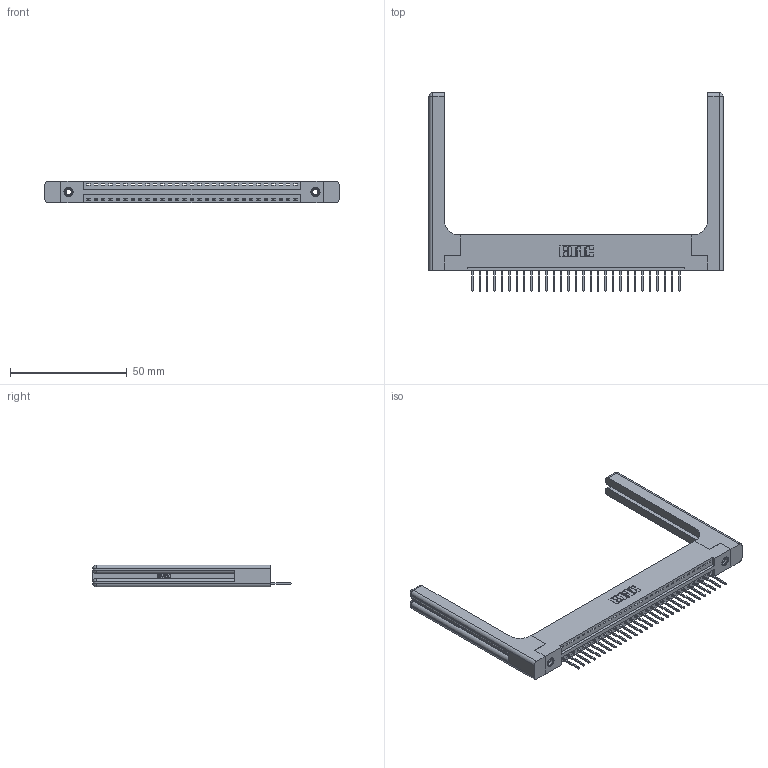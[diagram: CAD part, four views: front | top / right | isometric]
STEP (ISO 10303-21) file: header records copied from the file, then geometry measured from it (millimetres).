
FILE_DESCRIPTION (( 'STEP AP203' ), '1' );
FILE_NAME ('346-029-526-158.STEP', '2022-05-06T14:33:22', ( '' ), ( '' ), 'SwSTEP 2.0', 'SolidWorks 2020', '' );
FILE_SCHEMA (( 'CONFIG_CONTROL_DESIGN' ));
Length unit declared in the file: inch
Products named in the file (5): 345-292-001_345-293-126; 345-250-001_345-250-001-102; 346 Part_Flush Mounting Lugs - 0.156 Dia-TH; 346-220-058_345-220-058; 346-029-526-158
Assembly tree (34 placements, depth 2):
  346-029-526-158
    346 Part_Flush Mounting Lugs - 0.156 Dia-TH
    345-292-001_345-293-126  x29
    345-250-001_345-250-001-102  x2
    346-220-058_345-220-058  x2
Bounding box: 126.14 x 85.09 x 9.4 mm (x, y, z)
Volume: 19461.7 mm3; surface area: 19960.9 mm2
Topology: 34 solids, 34 shells, 2074 faces, 6135 edges, 4030 vertices
Faces by surface type: plane 1398, cylinder 616, bspline 36, cone 12, sphere 8, torus 4
Entity records: 25364 total; most frequent: CARTESIAN_POINT 5334, ORIENTED_EDGE 4092, DIRECTION 3652, EDGE_CURVE 2046, VECTOR 1706, LINE 1706, VERTEX_POINT 1354, AXIS2_PLACEMENT_3D 973
